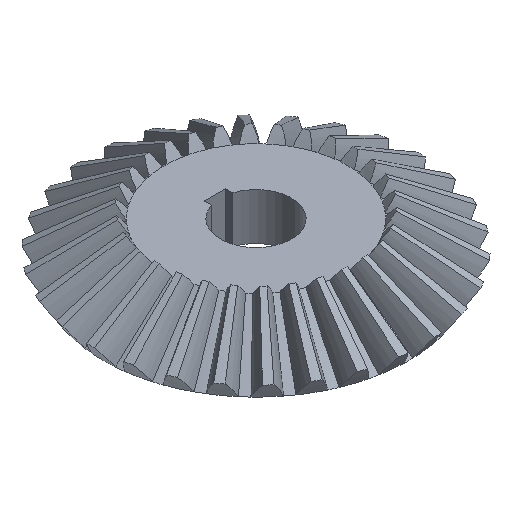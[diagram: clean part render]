
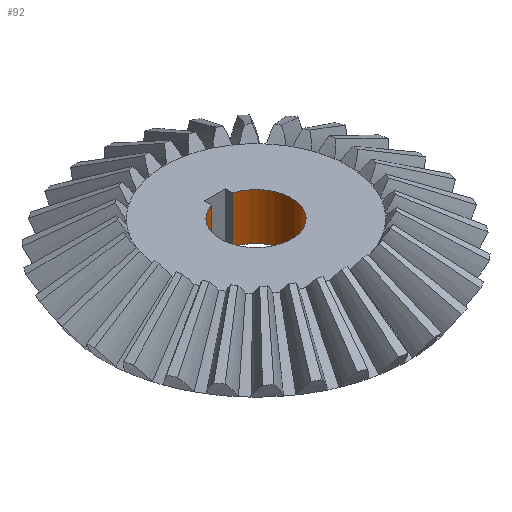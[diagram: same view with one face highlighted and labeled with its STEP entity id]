
A CAD part, isometric view. The second image highlights one B-rep face of the part: STEP entity #92.
In plain terms, the highlighted cylindrical face has radius 10 mm (diameter 20 mm), a partial arc.
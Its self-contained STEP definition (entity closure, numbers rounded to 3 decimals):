
#51=CARTESIAN_POINT('',(0.,0.,-32.995));
#52=DIRECTION('',(-0.3,0.954,0.));
#53=DIRECTION('',(0.,0.,1.));
#54=AXIS2_PLACEMENT_3D('',#51,#53,#52);
#55=CYLINDRICAL_SURFACE('',#54,10.);
#56=CARTESIAN_POINT('',(-3.,9.539,-19.818));
#57=VERTEX_POINT('',#56);
#58=CARTESIAN_POINT('',(3.,9.539,-19.818));
#59=VERTEX_POINT('',#58);
#60=CARTESIAN_POINT('',(0.,0.,-19.818));
#61=DIRECTION('',(-0.3,0.954,0.));
#62=DIRECTION('',(0.,0.,1.));
#63=AXIS2_PLACEMENT_3D('',#60,#62,#61);
#64=CIRCLE('',#63,10.);
#65=EDGE_CURVE('',#57,#59,#64,.T.);
#66=ORIENTED_EDGE('E1',*,*,#65,.F.);
#67=CARTESIAN_POINT('',(-3.,9.539,-32.995));
#68=VERTEX_POINT('',#67);
#69=CARTESIAN_POINT('',(-3.,9.539,-32.995));
#70=DIRECTION('',(0.,0.,1.));
#71=VECTOR('',#70,13.178);
#72=LINE('',#69,#71);
#73=EDGE_CURVE('',#68,#57,#72,.T.);
#74=ORIENTED_EDGE('E2',*,*,#73,.F.);
#75=CARTESIAN_POINT('',(3.,9.539,-32.995));
#76=VERTEX_POINT('',#75);
#77=CARTESIAN_POINT('',(0.,0.,-32.995));
#78=DIRECTION('',(0.3,0.954,0.));
#79=DIRECTION('',(0.,-0.,-1.));
#80=AXIS2_PLACEMENT_3D('',#77,#79,#78);
#81=CIRCLE('',#80,10.);
#82=EDGE_CURVE('',#76,#68,#81,.T.);
#83=ORIENTED_EDGE('E3',*,*,#82,.F.);
#84=CARTESIAN_POINT('',(3.,9.539,-19.818));
#85=DIRECTION('',(0.,0.,-1.));
#86=VECTOR('',#85,13.178);
#87=LINE('',#84,#86);
#88=EDGE_CURVE('',#59,#76,#87,.T.);
#89=ORIENTED_EDGE('E4',*,*,#88,.F.);
#90=EDGE_LOOP('',(#66,#74,#83,#89));
#91=FACE_OUTER_BOUND('',#90,.F.);
#92=ADVANCED_FACE('F1',(#91),#55,.F.);
